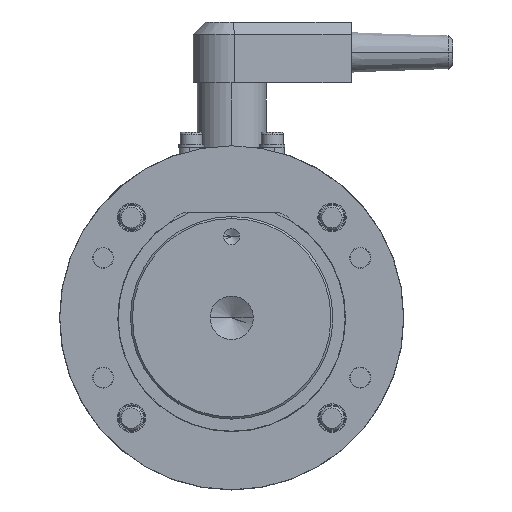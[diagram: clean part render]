
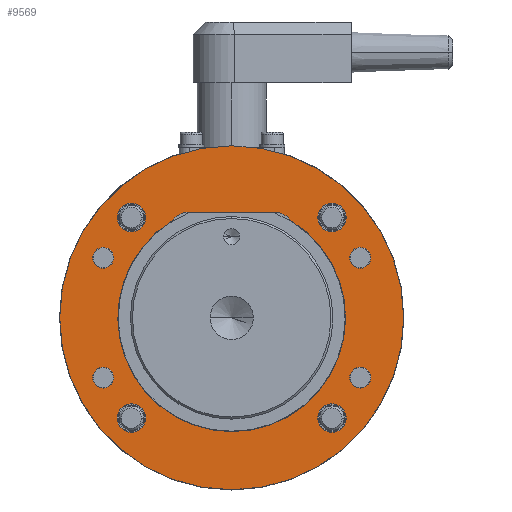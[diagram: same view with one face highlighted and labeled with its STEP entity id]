
A CAD part, left-side view. The second image highlights one B-rep face of the part: STEP entity #9569.
In plain terms, the highlighted face is planar.
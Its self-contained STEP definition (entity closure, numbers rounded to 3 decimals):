
#8823=CARTESIAN_POINT('',(0.0,4.575,47.45));
#8824=VERTEX_POINT('',#8823);
#8840=CARTESIAN_POINT('',(0.,4.575,-37.45));
#8841=VERTEX_POINT('',#8840);
#8848=CARTESIAN_POINT('',(0.0,4.575,5.0));
#8849=DIRECTION('',(0.0,-1.0,0.0));
#8850=DIRECTION('',(0.0,0.0,1.0));
#8851=AXIS2_PLACEMENT_3D('',#8848,#8849,#8850);
#8852=CIRCLE('',#8851,42.45);
#8853=EDGE_CURVE('',#8841,#8824,#8852,.T.);
#8865=CARTESIAN_POINT('',(24.749,4.575,26.249));
#8866=VERTEX_POINT('',#8865);
#8882=CARTESIAN_POINT('',(24.749,4.575,33.249));
#8883=VERTEX_POINT('',#8882);
#8890=CARTESIAN_POINT('',(24.749,4.575,29.749));
#8891=DIRECTION('',(0.0,-1.0,0.0));
#8892=DIRECTION('',(0.0,0.0,-1.0));
#8893=AXIS2_PLACEMENT_3D('',#8890,#8891,#8892);
#8894=CIRCLE('',#8893,3.5);
#8895=EDGE_CURVE('',#8866,#8883,#8894,.T.);
#8907=CARTESIAN_POINT('',(-21.249,4.575,29.749));
#8908=VERTEX_POINT('',#8907);
#8924=CARTESIAN_POINT('',(-28.249,4.575,29.749));
#8925=VERTEX_POINT('',#8924);
#8932=CARTESIAN_POINT('',(-24.749,4.575,29.749));
#8933=DIRECTION('',(0.0,-1.0,0.0));
#8934=DIRECTION('',(1.0,0.0,0.0));
#8935=AXIS2_PLACEMENT_3D('',#8932,#8933,#8934);
#8936=CIRCLE('',#8935,3.5);
#8937=EDGE_CURVE('',#8908,#8925,#8936,.T.);
#8949=CARTESIAN_POINT('',(-24.749,4.575,-16.249));
#8950=VERTEX_POINT('',#8949);
#8966=CARTESIAN_POINT('',(-24.749,4.575,-23.249));
#8967=VERTEX_POINT('',#8966);
#8974=CARTESIAN_POINT('',(-24.749,4.575,-19.749));
#8975=DIRECTION('',(0.0,-1.0,0.0));
#8976=DIRECTION('',(0.0,0.0,1.0));
#8977=AXIS2_PLACEMENT_3D('',#8974,#8975,#8976);
#8978=CIRCLE('',#8977,3.5);
#8979=EDGE_CURVE('',#8950,#8967,#8978,.T.);
#8991=CARTESIAN_POINT('',(21.249,4.575,-19.749));
#8992=VERTEX_POINT('',#8991);
#9008=CARTESIAN_POINT('',(28.249,4.575,-19.749));
#9009=VERTEX_POINT('',#9008);
#9016=CARTESIAN_POINT('',(24.749,4.575,-19.749));
#9017=DIRECTION('',(0.0,-1.0,0.0));
#9018=DIRECTION('',(-1.0,0.0,0.0));
#9019=AXIS2_PLACEMENT_3D('',#9016,#9017,#9018);
#9020=CIRCLE('',#9019,3.5);
#9021=EDGE_CURVE('',#8992,#9009,#9020,.T.);
#9033=CARTESIAN_POINT('',(-31.721,4.575,17.215));
#9034=VERTEX_POINT('',#9033);
#9050=CARTESIAN_POINT('',(-31.721,4.575,22.368));
#9051=VERTEX_POINT('',#9050);
#9058=CARTESIAN_POINT('',(-31.721,4.575,19.792));
#9059=DIRECTION('',(0.0,-1.0,0.0));
#9060=DIRECTION('',(0.0,0.0,-1.0));
#9061=AXIS2_PLACEMENT_3D('',#9058,#9059,#9060);
#9062=CIRCLE('',#9061,2.577);
#9063=EDGE_CURVE('',#9034,#9051,#9062,.T.);
#9075=CARTESIAN_POINT('',(31.719,4.575,17.215));
#9076=VERTEX_POINT('',#9075);
#9092=CARTESIAN_POINT('',(31.719,4.575,22.368));
#9093=VERTEX_POINT('',#9092);
#9100=CARTESIAN_POINT('',(31.719,4.575,19.792));
#9101=DIRECTION('',(0.0,-1.0,0.0));
#9102=DIRECTION('',(0.0,0.0,-1.0));
#9103=AXIS2_PLACEMENT_3D('',#9100,#9101,#9102);
#9104=CIRCLE('',#9103,2.577);
#9105=EDGE_CURVE('',#9076,#9093,#9104,.T.);
#9117=CARTESIAN_POINT('',(-31.721,4.575,-12.365));
#9118=VERTEX_POINT('',#9117);
#9134=CARTESIAN_POINT('',(-31.721,4.575,-7.212));
#9135=VERTEX_POINT('',#9134);
#9142=CARTESIAN_POINT('',(-31.721,4.575,-9.788));
#9143=DIRECTION('',(0.0,-1.0,0.0));
#9144=DIRECTION('',(0.0,0.0,-1.0));
#9145=AXIS2_PLACEMENT_3D('',#9142,#9143,#9144);
#9146=CIRCLE('',#9145,2.577);
#9147=EDGE_CURVE('',#9118,#9135,#9146,.T.);
#9159=CARTESIAN_POINT('',(31.719,4.575,-12.365));
#9160=VERTEX_POINT('',#9159);
#9176=CARTESIAN_POINT('',(31.719,4.575,-7.212));
#9177=VERTEX_POINT('',#9176);
#9184=CARTESIAN_POINT('',(31.719,4.575,-9.788));
#9185=DIRECTION('',(0.0,-1.0,0.0));
#9186=DIRECTION('',(0.0,0.0,-1.0));
#9187=AXIS2_PLACEMENT_3D('',#9184,#9185,#9186);
#9188=CIRCLE('',#9187,2.577);
#9189=EDGE_CURVE('',#9160,#9177,#9188,.T.);
#9200=CARTESIAN_POINT('',(31.719,4.575,-9.788));
#9201=DIRECTION('',(0.0,-1.0,0.0));
#9202=DIRECTION('',(0.0,0.0,-1.0));
#9203=AXIS2_PLACEMENT_3D('',#9200,#9201,#9202);
#9204=CIRCLE('',#9203,2.577);
#9205=EDGE_CURVE('',#9177,#9160,#9204,.T.);
#9224=CARTESIAN_POINT('',(-31.721,4.575,-9.788));
#9225=DIRECTION('',(0.0,-1.0,0.0));
#9226=DIRECTION('',(0.0,0.0,-1.0));
#9227=AXIS2_PLACEMENT_3D('',#9224,#9225,#9226);
#9228=CIRCLE('',#9227,2.577);
#9229=EDGE_CURVE('',#9135,#9118,#9228,.T.);
#9248=CARTESIAN_POINT('',(31.719,4.575,19.792));
#9249=DIRECTION('',(0.0,-1.0,0.0));
#9250=DIRECTION('',(0.0,0.0,-1.0));
#9251=AXIS2_PLACEMENT_3D('',#9248,#9249,#9250);
#9252=CIRCLE('',#9251,2.577);
#9253=EDGE_CURVE('',#9093,#9076,#9252,.T.);
#9272=CARTESIAN_POINT('',(-31.721,4.575,19.792));
#9273=DIRECTION('',(0.0,-1.0,0.0));
#9274=DIRECTION('',(0.0,0.0,-1.0));
#9275=AXIS2_PLACEMENT_3D('',#9272,#9273,#9274);
#9276=CIRCLE('',#9275,2.577);
#9277=EDGE_CURVE('',#9051,#9034,#9276,.T.);
#9295=CARTESIAN_POINT('',(10.5,4.575,31.1));
#9296=VERTEX_POINT('',#9295);
#9297=CARTESIAN_POINT('',(-10.5,4.575,31.1));
#9298=VERTEX_POINT('',#9297);
#9299=CARTESIAN_POINT('',(10.5,4.575,31.1));
#9300=DIRECTION('',(-1.0,0.0,0.0));
#9301=VECTOR('',#9300,21.0);
#9302=LINE('',#9299,#9301);
#9303=EDGE_CURVE('',#9296,#9298,#9302,.T.);
#9335=CARTESIAN_POINT('',(-14.54,4.575,29.046));
#9336=VERTEX_POINT('',#9335);
#9337=CARTESIAN_POINT('',(-10.5,4.575,26.1));
#9338=DIRECTION('',(0.0,-1.0,0.0));
#9339=DIRECTION('',(1.0,0.0,0.0));
#9340=AXIS2_PLACEMENT_3D('',#9337,#9338,#9339);
#9341=CIRCLE('',#9340,5.0);
#9342=EDGE_CURVE('',#9298,#9336,#9341,.T.);
#9368=CARTESIAN_POINT('',(14.54,4.575,29.046));
#9369=VERTEX_POINT('',#9368);
#9370=CARTESIAN_POINT('',(0.0,4.575,5.0));
#9371=DIRECTION('',(0.0,-1.0,0.0));
#9372=DIRECTION('',(1.0,0.0,0.0));
#9373=AXIS2_PLACEMENT_3D('',#9370,#9371,#9372);
#9374=CIRCLE('',#9373,28.1);
#9375=EDGE_CURVE('',#9336,#9369,#9374,.T.);
#9401=CARTESIAN_POINT('',(10.5,4.575,26.1));
#9402=DIRECTION('',(0.0,-1.0,0.0));
#9403=DIRECTION('',(1.0,0.0,0.0));
#9404=AXIS2_PLACEMENT_3D('',#9401,#9402,#9403);
#9405=CIRCLE('',#9404,5.0);
#9406=EDGE_CURVE('',#9369,#9296,#9405,.T.);
#9426=CARTESIAN_POINT('',(24.749,4.575,-19.749));
#9427=DIRECTION('',(0.0,-1.0,0.0));
#9428=DIRECTION('',(-1.0,0.0,0.0));
#9429=AXIS2_PLACEMENT_3D('',#9426,#9427,#9428);
#9430=CIRCLE('',#9429,3.5);
#9431=EDGE_CURVE('',#9009,#8992,#9430,.T.);
#9450=CARTESIAN_POINT('',(-24.749,4.575,-19.749));
#9451=DIRECTION('',(0.0,-1.0,0.0));
#9452=DIRECTION('',(0.0,0.0,1.0));
#9453=AXIS2_PLACEMENT_3D('',#9450,#9451,#9452);
#9454=CIRCLE('',#9453,3.5);
#9455=EDGE_CURVE('',#8967,#8950,#9454,.T.);
#9474=CARTESIAN_POINT('',(-24.749,4.575,29.749));
#9475=DIRECTION('',(0.0,-1.0,0.0));
#9476=DIRECTION('',(1.0,0.0,0.0));
#9477=AXIS2_PLACEMENT_3D('',#9474,#9475,#9476);
#9478=CIRCLE('',#9477,3.5);
#9479=EDGE_CURVE('',#8925,#8908,#9478,.T.);
#9498=CARTESIAN_POINT('',(24.749,4.575,29.749));
#9499=DIRECTION('',(0.0,-1.0,0.0));
#9500=DIRECTION('',(0.0,0.0,-1.0));
#9501=AXIS2_PLACEMENT_3D('',#9498,#9499,#9500);
#9502=CIRCLE('',#9501,3.5);
#9503=EDGE_CURVE('',#8883,#8866,#9502,.T.);
#9516=CARTESIAN_POINT('',(0.0,4.575,38.725));
#9517=DIRECTION('',(0.0,1.0,0.0));
#9518=DIRECTION('',(0.0,0.0,1.0));
#9519=AXIS2_PLACEMENT_3D('',#9516,#9517,#9518);
#9520=PLANE('',#9519);
#9521=CARTESIAN_POINT('',(0.0,4.575,5.0));
#9522=DIRECTION('',(0.0,-1.0,0.0));
#9523=DIRECTION('',(0.0,0.0,1.0));
#9524=AXIS2_PLACEMENT_3D('',#9521,#9522,#9523);
#9525=CIRCLE('',#9524,42.45);
#9526=EDGE_CURVE('',#8824,#8841,#9525,.T.);
#9527=ORIENTED_EDGE('',*,*,#9526,.F.);
#9528=ORIENTED_EDGE('',*,*,#8853,.F.);
#9529=EDGE_LOOP('',(#9527,#9528));
#9530=FACE_OUTER_BOUND('',#9529,.T.);
#9531=ORIENTED_EDGE('',*,*,#9205,.T.);
#9532=ORIENTED_EDGE('',*,*,#9189,.T.);
#9533=EDGE_LOOP('',(#9531,#9532));
#9534=FACE_BOUND('',#9533,.T.);
#9535=ORIENTED_EDGE('',*,*,#9229,.T.);
#9536=ORIENTED_EDGE('',*,*,#9147,.T.);
#9537=EDGE_LOOP('',(#9535,#9536));
#9538=FACE_BOUND('',#9537,.T.);
#9539=ORIENTED_EDGE('',*,*,#9253,.T.);
#9540=ORIENTED_EDGE('',*,*,#9105,.T.);
#9541=EDGE_LOOP('',(#9539,#9540));
#9542=FACE_BOUND('',#9541,.T.);
#9543=ORIENTED_EDGE('',*,*,#9277,.T.);
#9544=ORIENTED_EDGE('',*,*,#9063,.T.);
#9545=EDGE_LOOP('',(#9543,#9544));
#9546=FACE_BOUND('',#9545,.T.);
#9547=ORIENTED_EDGE('',*,*,#9375,.T.);
#9548=ORIENTED_EDGE('',*,*,#9406,.T.);
#9549=ORIENTED_EDGE('',*,*,#9303,.T.);
#9550=ORIENTED_EDGE('',*,*,#9342,.T.);
#9551=EDGE_LOOP('',(#9547,#9548,#9549,#9550));
#9552=FACE_BOUND('',#9551,.T.);
#9553=ORIENTED_EDGE('',*,*,#9431,.T.);
#9554=ORIENTED_EDGE('',*,*,#9021,.T.);
#9555=EDGE_LOOP('',(#9553,#9554));
#9556=FACE_BOUND('',#9555,.T.);
#9557=ORIENTED_EDGE('',*,*,#9455,.T.);
#9558=ORIENTED_EDGE('',*,*,#8979,.T.);
#9559=EDGE_LOOP('',(#9557,#9558));
#9560=FACE_BOUND('',#9559,.T.);
#9561=ORIENTED_EDGE('',*,*,#9479,.T.);
#9562=ORIENTED_EDGE('',*,*,#8937,.T.);
#9563=EDGE_LOOP('',(#9561,#9562));
#9564=FACE_BOUND('',#9563,.T.);
#9565=ORIENTED_EDGE('',*,*,#9503,.T.);
#9566=ORIENTED_EDGE('',*,*,#8895,.T.);
#9567=EDGE_LOOP('',(#9565,#9566));
#9568=FACE_BOUND('',#9567,.T.);
#9569=ADVANCED_FACE('',(#9530,#9534,#9538,#9542,#9546,#9552,#9556,#9560,#9564,#9568),#9520,.T.);
